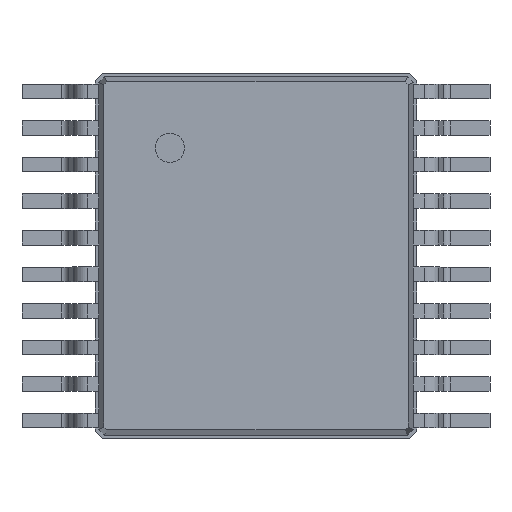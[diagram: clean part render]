
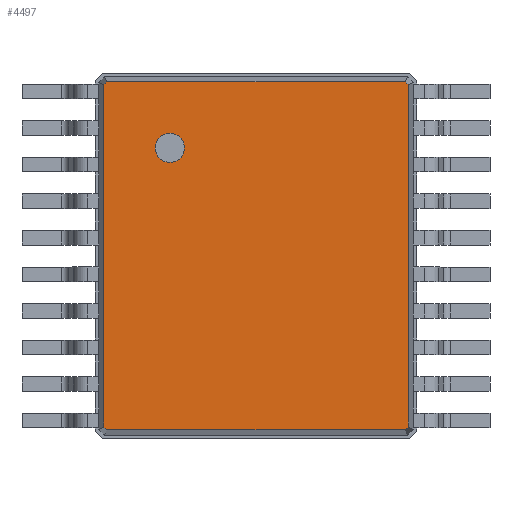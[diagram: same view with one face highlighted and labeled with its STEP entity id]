
A CAD part, top view. The second image highlights one B-rep face of the part: STEP entity #4497.
In plain terms, the highlighted planar face has unit normal (0, 0, 1).
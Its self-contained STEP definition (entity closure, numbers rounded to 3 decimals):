
#27=VECTOR('',#28,1.);
#28=DIRECTION('',(1.,0.,0.));
#51=VECTOR('',#52,1.);
#52=DIRECTION('',(0.707,-0.707,0.));
#58=VECTOR('',#59,1.);
#59=DIRECTION('',(0.,-1.,0.));
#65=VECTOR('',#66,1.);
#66=DIRECTION('',(-0.707,-0.707,0.));
#72=VECTOR('',#73,1.);
#73=DIRECTION('',(-1.,0.,0.));
#79=VECTOR('',#80,1.);
#80=DIRECTION('',(-0.707,0.707,0.));
#86=VECTOR('',#87,1.);
#87=DIRECTION('',(0.,1.,0.));
#91=VECTOR('',#92,1.);
#92=DIRECTION('',(0.707,0.707,0.));
#439=DIRECTION('',(0.,0.,-1.));
#1404=VERTEX_POINT('',#1405);
#1405=CARTESIAN_POINT('',(-2.079,2.339,1.2));
#1408=EDGE_CURVE('',#1409,#1404,#1411,.T.);
#1409=VERTEX_POINT('',#1410);
#1410=CARTESIAN_POINT('',(-2.079,-2.339,1.2));
#1411=LINE('',#1410,#86);
#1422=VERTEX_POINT('',#1423);
#1423=CARTESIAN_POINT('',(-2.039,2.379,1.2));
#1426=EDGE_CURVE('',#1404,#1422,#1427,.T.);
#1427=LINE('',#1405,#91);
#1436=VERTEX_POINT('',#1437);
#1437=CARTESIAN_POINT('',(2.039,2.379,1.2));
#1440=EDGE_CURVE('',#1422,#1436,#1441,.T.);
#1441=LINE('',#1423,#27);
#1450=VERTEX_POINT('',#1451);
#1451=CARTESIAN_POINT('',(2.079,2.339,1.2));
#1454=EDGE_CURVE('',#1436,#1450,#1455,.T.);
#1455=LINE('',#1437,#51);
#1544=VERTEX_POINT('',#1545);
#1545=CARTESIAN_POINT('',(2.079,-2.339,1.2));
#1548=EDGE_CURVE('',#1450,#1544,#1549,.T.);
#1549=LINE('',#1451,#58);
#4497=ADVANCED_FACE('',(#4498,#4518),#4528,.F.);
#4498=FACE_BOUND('',#4499,.F.);
#4499=EDGE_LOOP('',(#4500,#4501,#4502,#4503,#4508,#4513,#4516,#4517));
#4500=ORIENTED_EDGE('',*,*,#1440,.T.);
#4501=ORIENTED_EDGE('',*,*,#1454,.T.);
#4502=ORIENTED_EDGE('',*,*,#1548,.T.);
#4503=ORIENTED_EDGE('',*,*,#4504,.T.);
#4504=EDGE_CURVE('',#1544,#4505,#4507,.T.);
#4505=VERTEX_POINT('',#4506);
#4506=CARTESIAN_POINT('',(2.039,-2.379,1.2));
#4507=LINE('',#1545,#65);
#4508=ORIENTED_EDGE('',*,*,#4509,.T.);
#4509=EDGE_CURVE('',#4505,#4510,#4512,.T.);
#4510=VERTEX_POINT('',#4511);
#4511=CARTESIAN_POINT('',(-2.039,-2.379,1.2));
#4512=LINE('',#4506,#72);
#4513=ORIENTED_EDGE('',*,*,#4514,.T.);
#4514=EDGE_CURVE('',#4510,#1409,#4515,.T.);
#4515=LINE('',#4511,#79);
#4516=ORIENTED_EDGE('',*,*,#1408,.T.);
#4517=ORIENTED_EDGE('',*,*,#1426,.T.);
#4518=FACE_BOUND('',#4519,.F.);
#4519=EDGE_LOOP('',(#4520));
#4520=ORIENTED_EDGE('',*,*,#4521,.F.);
#4521=EDGE_CURVE('',#4522,#4522,#4524,.T.);
#4522=VERTEX_POINT('',#4523);
#4523=CARTESIAN_POINT('',(-1.179,1.279,1.2));
#4524=CIRCLE('',#4525,0.2);
#4525=AXIS2_PLACEMENT_3D('',#4526,#4527,#59);
#4526=CARTESIAN_POINT('',(-1.179,1.479,1.2));
#4527=DIRECTION('',(0.,-0.,-1.));
#4528=PLANE('',#4529);
#4529=AXIS2_PLACEMENT_3D('',#1423,#439,#4530);
#4530=DIRECTION('',(0.651,-0.759,0.));
